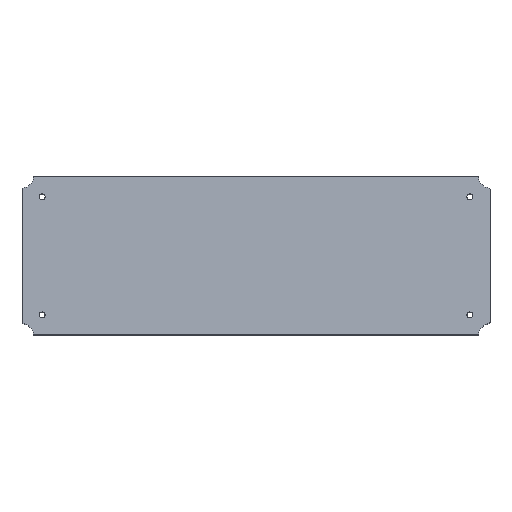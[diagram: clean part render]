
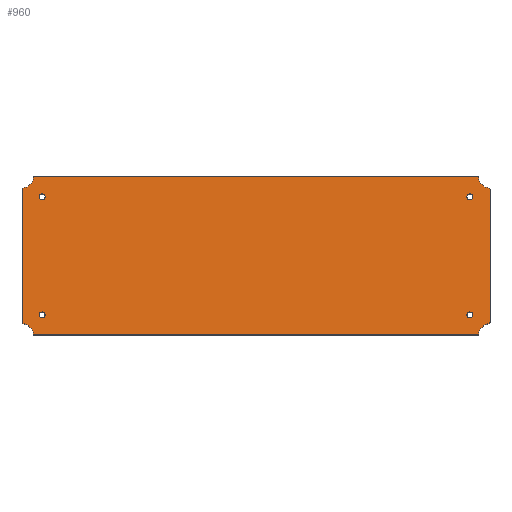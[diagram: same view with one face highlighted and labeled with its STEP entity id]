
A CAD part, top view. The second image highlights one B-rep face of the part: STEP entity #960.
In plain terms, the highlighted planar face has unit normal (0, 0.104, 0.995).
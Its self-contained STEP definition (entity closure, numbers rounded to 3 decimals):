
#48=FACE_BOUND('',#168,.T.);
#49=FACE_BOUND('',#169,.T.);
#50=FACE_BOUND('',#170,.T.);
#51=FACE_BOUND('',#171,.T.);
#68=PLANE('',#1066);
#106=FACE_OUTER_BOUND('',#167,.T.);
#167=EDGE_LOOP('',(#765,#766,#767,#768,#769,#770,#771,#772,#773,#774,#775,
#776,#777,#778,#779,#780));
#168=EDGE_LOOP('',(#781));
#169=EDGE_LOOP('',(#782));
#170=EDGE_LOOP('',(#783));
#171=EDGE_LOOP('',(#784));
#247=LINE('',#1609,#315);
#250=LINE('',#1686,#318);
#251=LINE('',#1694,#319);
#252=LINE('',#1702,#320);
#315=VECTOR('',#1271,10.);
#318=VECTOR('',#1294,10.);
#319=VECTOR('',#1301,10.);
#320=VECTOR('',#1308,10.);
#357=CIRCLE('',#1039,1.6);
#360=CIRCLE('',#1044,1.6);
#363=CIRCLE('',#1049,1.6);
#366=CIRCLE('',#1054,1.6);
#368=CIRCLE('',#1057,0.5);
#371=CIRCLE('',#1064,0.5);
#373=CIRCLE('',#1067,6.5);
#374=CIRCLE('',#1068,0.5);
#375=CIRCLE('',#1069,0.5);
#376=CIRCLE('',#1070,6.5);
#377=CIRCLE('',#1071,0.5);
#378=CIRCLE('',#1072,0.5);
#379=CIRCLE('',#1073,6.5);
#380=CIRCLE('',#1074,0.5);
#381=CIRCLE('',#1075,0.5);
#382=CIRCLE('',#1076,6.5);
#429=VERTEX_POINT('',#1501);
#432=VERTEX_POINT('',#1511);
#435=VERTEX_POINT('',#1521);
#438=VERTEX_POINT('',#1531);
#442=VERTEX_POINT('',#1599);
#443=VERTEX_POINT('',#1600);
#445=VERTEX_POINT('',#1607);
#449=VERTEX_POINT('',#1635);
#451=VERTEX_POINT('',#1681);
#452=VERTEX_POINT('',#1683);
#453=VERTEX_POINT('',#1685);
#454=VERTEX_POINT('',#1687);
#455=VERTEX_POINT('',#1689);
#456=VERTEX_POINT('',#1691);
#457=VERTEX_POINT('',#1693);
#458=VERTEX_POINT('',#1695);
#459=VERTEX_POINT('',#1697);
#460=VERTEX_POINT('',#1699);
#461=VERTEX_POINT('',#1701);
#462=VERTEX_POINT('',#1703);
#531=EDGE_CURVE('',#429,#429,#357,.F.);
#536=EDGE_CURVE('',#432,#432,#360,.F.);
#541=EDGE_CURVE('',#435,#435,#363,.F.);
#546=EDGE_CURVE('',#438,#438,#366,.F.);
#550=EDGE_CURVE('',#442,#443,#368,.T.);
#555=EDGE_CURVE('',#442,#445,#247,.T.);
#561=EDGE_CURVE('',#449,#445,#371,.T.);
#565=EDGE_CURVE('',#449,#451,#373,.T.);
#566=EDGE_CURVE('',#452,#451,#374,.T.);
#567=EDGE_CURVE('',#452,#453,#250,.T.);
#568=EDGE_CURVE('',#454,#453,#375,.T.);
#569=EDGE_CURVE('',#454,#455,#376,.T.);
#570=EDGE_CURVE('',#456,#455,#377,.T.);
#571=EDGE_CURVE('',#456,#457,#251,.T.);
#572=EDGE_CURVE('',#458,#457,#378,.T.);
#573=EDGE_CURVE('',#458,#459,#379,.T.);
#574=EDGE_CURVE('',#460,#459,#380,.T.);
#575=EDGE_CURVE('',#460,#461,#252,.T.);
#576=EDGE_CURVE('',#462,#461,#381,.T.);
#577=EDGE_CURVE('',#462,#443,#382,.T.);
#765=ORIENTED_EDGE('',*,*,#550,.F.);
#766=ORIENTED_EDGE('',*,*,#555,.T.);
#767=ORIENTED_EDGE('',*,*,#561,.F.);
#768=ORIENTED_EDGE('',*,*,#565,.T.);
#769=ORIENTED_EDGE('',*,*,#566,.F.);
#770=ORIENTED_EDGE('',*,*,#567,.T.);
#771=ORIENTED_EDGE('',*,*,#568,.F.);
#772=ORIENTED_EDGE('',*,*,#569,.T.);
#773=ORIENTED_EDGE('',*,*,#570,.F.);
#774=ORIENTED_EDGE('',*,*,#571,.T.);
#775=ORIENTED_EDGE('',*,*,#572,.F.);
#776=ORIENTED_EDGE('',*,*,#573,.T.);
#777=ORIENTED_EDGE('',*,*,#574,.F.);
#778=ORIENTED_EDGE('',*,*,#575,.T.);
#779=ORIENTED_EDGE('',*,*,#576,.F.);
#780=ORIENTED_EDGE('',*,*,#577,.T.);
#781=ORIENTED_EDGE('',*,*,#531,.T.);
#782=ORIENTED_EDGE('',*,*,#536,.T.);
#783=ORIENTED_EDGE('',*,*,#541,.T.);
#784=ORIENTED_EDGE('',*,*,#546,.T.);
#960=ADVANCED_FACE('',(#106,#48,#49,#50,#51),#68,.F.);
#1039=AXIS2_PLACEMENT_3D('',#1503,#1221,#1222);
#1044=AXIS2_PLACEMENT_3D('',#1513,#1233,#1234);
#1049=AXIS2_PLACEMENT_3D('',#1523,#1245,#1246);
#1054=AXIS2_PLACEMENT_3D('',#1533,#1257,#1258);
#1057=AXIS2_PLACEMENT_3D('',#1601,#1263,#1264);
#1064=AXIS2_PLACEMENT_3D('',#1636,#1283,#1284);
#1066=AXIS2_PLACEMENT_3D('',#1680,#1288,#1289);
#1067=AXIS2_PLACEMENT_3D('',#1682,#1290,#1291);
#1068=AXIS2_PLACEMENT_3D('',#1684,#1292,#1293);
#1069=AXIS2_PLACEMENT_3D('',#1688,#1295,#1296);
#1070=AXIS2_PLACEMENT_3D('',#1690,#1297,#1298);
#1071=AXIS2_PLACEMENT_3D('',#1692,#1299,#1300);
#1072=AXIS2_PLACEMENT_3D('',#1696,#1302,#1303);
#1073=AXIS2_PLACEMENT_3D('',#1698,#1304,#1305);
#1074=AXIS2_PLACEMENT_3D('',#1700,#1306,#1307);
#1075=AXIS2_PLACEMENT_3D('',#1704,#1309,#1310);
#1076=AXIS2_PLACEMENT_3D('',#1705,#1311,#1312);
#1221=DIRECTION('center_axis',(0.,0.105,0.995));
#1222=DIRECTION('ref_axis',(-1.,0.,0.));
#1233=DIRECTION('center_axis',(0.,0.105,0.995));
#1234=DIRECTION('ref_axis',(-1.,0.,0.));
#1245=DIRECTION('center_axis',(0.,0.105,0.995));
#1246=DIRECTION('ref_axis',(-1.,0.,0.));
#1257=DIRECTION('center_axis',(0.,0.105,0.995));
#1258=DIRECTION('ref_axis',(-1.,0.,0.));
#1263=DIRECTION('center_axis',(0.,-0.105,-0.995));
#1264=DIRECTION('ref_axis',(-0.744,0.664,-0.07));
#1271=DIRECTION('',(0.,-0.995,0.105));
#1283=DIRECTION('center_axis',(0.,-0.105,-0.995));
#1284=DIRECTION('ref_axis',(-0.744,-0.664,0.07));
#1288=DIRECTION('center_axis',(0.,-0.105,-0.995));
#1289=DIRECTION('ref_axis',(1.,0.,0.));
#1290=DIRECTION('center_axis',(0.,-0.105,-0.995));
#1291=DIRECTION('ref_axis',(1.,0.,0.));
#1292=DIRECTION('center_axis',(0.,-0.105,-0.995));
#1293=DIRECTION('ref_axis',(-0.668,-0.74,0.078));
#1294=DIRECTION('',(1.,0.,0.));
#1295=DIRECTION('center_axis',(0.,-0.105,-0.995));
#1296=DIRECTION('ref_axis',(0.668,-0.74,0.078));
#1297=DIRECTION('center_axis',(0.,-0.105,-0.995));
#1298=DIRECTION('ref_axis',(1.,0.,0.));
#1299=DIRECTION('center_axis',(0.,-0.105,-0.995));
#1300=DIRECTION('ref_axis',(0.744,-0.664,0.07));
#1301=DIRECTION('',(0.,0.995,-0.105));
#1302=DIRECTION('center_axis',(0.,-0.105,-0.995));
#1303=DIRECTION('ref_axis',(0.744,0.664,-0.07));
#1304=DIRECTION('center_axis',(0.,-0.105,-0.995));
#1305=DIRECTION('ref_axis',(1.,0.,0.));
#1306=DIRECTION('center_axis',(0.,-0.105,-0.995));
#1307=DIRECTION('ref_axis',(0.668,0.74,-0.078));
#1308=DIRECTION('',(-1.,0.,0.));
#1309=DIRECTION('center_axis',(0.,-0.105,-0.995));
#1310=DIRECTION('ref_axis',(-0.668,0.74,-0.078));
#1311=DIRECTION('center_axis',(0.,-0.105,-0.995));
#1312=DIRECTION('ref_axis',(1.,0.,0.));
#1501=CARTESIAN_POINT('',(-115.,-36.3,10.987));
#1503=CARTESIAN_POINT('Origin',(-116.6,-36.3,10.987));
#1511=CARTESIAN_POINT('',(118.2,-36.3,10.987));
#1513=CARTESIAN_POINT('Origin',(116.6,-36.3,10.987));
#1521=CARTESIAN_POINT('',(-115.,28.08,4.22));
#1523=CARTESIAN_POINT('Origin',(-116.6,28.08,4.22));
#1531=CARTESIAN_POINT('',(118.2,28.08,4.22));
#1533=CARTESIAN_POINT('Origin',(116.6,28.08,4.22));
#1599=CARTESIAN_POINT('',(-127.6,32.347,3.772));
#1600=CARTESIAN_POINT('',(-127.154,32.842,3.72));
#1601=CARTESIAN_POINT('Origin',(-127.1,32.347,3.772));
#1607=CARTESIAN_POINT('',(-127.6,-40.567,11.435));
#1609=CARTESIAN_POINT('',(-127.6,14.446,5.653));
#1635=CARTESIAN_POINT('',(-127.154,-41.061,11.487));
#1636=CARTESIAN_POINT('Origin',(-127.1,-40.567,11.435));
#1680=CARTESIAN_POINT('Origin',(0.,-4.162,7.609));
#1681=CARTESIAN_POINT('',(-121.387,-46.796,12.09));
#1682=CARTESIAN_POINT('Origin',(-127.85,-47.488,12.163));
#1683=CARTESIAN_POINT('',(-120.89,-47.24,12.137));
#1684=CARTESIAN_POINT('Origin',(-120.89,-46.743,12.084));
#1685=CARTESIAN_POINT('',(120.89,-47.24,12.137));
#1686=CARTESIAN_POINT('',(-60.8,-47.24,12.137));
#1687=CARTESIAN_POINT('',(121.387,-46.796,12.09));
#1688=CARTESIAN_POINT('Origin',(120.89,-46.743,12.084));
#1689=CARTESIAN_POINT('',(127.154,-41.061,11.487));
#1690=CARTESIAN_POINT('Origin',(127.85,-47.488,12.163));
#1691=CARTESIAN_POINT('',(127.6,-40.567,11.435));
#1692=CARTESIAN_POINT('Origin',(127.1,-40.567,11.435));
#1693=CARTESIAN_POINT('',(127.6,32.347,3.772));
#1694=CARTESIAN_POINT('',(127.6,-22.717,9.559));
#1695=CARTESIAN_POINT('',(127.154,32.842,3.72));
#1696=CARTESIAN_POINT('Origin',(127.1,32.347,3.772));
#1697=CARTESIAN_POINT('',(121.387,38.576,3.117));
#1698=CARTESIAN_POINT('Origin',(127.85,39.269,3.044));
#1699=CARTESIAN_POINT('',(120.89,39.02,3.07));
#1700=CARTESIAN_POINT('Origin',(120.89,38.523,3.123));
#1701=CARTESIAN_POINT('',(-120.89,39.02,3.07));
#1702=CARTESIAN_POINT('',(60.8,39.02,3.07));
#1703=CARTESIAN_POINT('',(-121.387,38.576,3.117));
#1704=CARTESIAN_POINT('Origin',(-120.89,38.523,3.123));
#1705=CARTESIAN_POINT('Origin',(-127.85,39.269,3.044));
